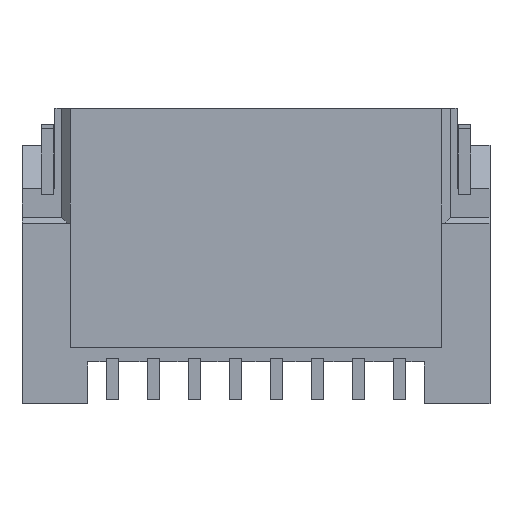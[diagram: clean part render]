
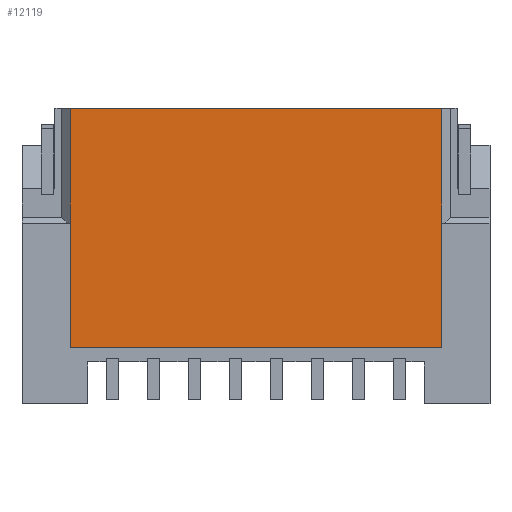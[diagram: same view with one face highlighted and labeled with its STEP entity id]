
A CAD part, front view. The second image highlights one B-rep face of the part: STEP entity #12119.
In plain terms, the highlighted planar face has unit normal (0, -1, 0).
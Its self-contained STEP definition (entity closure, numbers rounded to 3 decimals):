
#4367=DIRECTION('',(0.,0.,1.));
#4368=VECTOR('',#4367,1.52);
#4369=CARTESIAN_POINT('',(2.26,0.,-2.92));
#4370=LINE('',#4369,#4368);
#4371=DIRECTION('',(-1.,0.,0.));
#4372=VECTOR('',#4371,4.52);
#4373=CARTESIAN_POINT('',(2.26,0.,-2.92));
#4374=LINE('',#4373,#4372);
#4375=DIRECTION('',(0.,0.,1.));
#4376=VECTOR('',#4375,1.52);
#4377=CARTESIAN_POINT('',(-2.26,0.,-2.92));
#4378=LINE('',#4377,#4376);
#4379=DIRECTION('',(0.,0.,-1.));
#4380=VECTOR('',#4379,1.4);
#4381=CARTESIAN_POINT('',(-2.26,0.,0.));
#4382=LINE('',#4381,#4380);
#4383=DIRECTION('',(1.,0.,0.));
#4384=VECTOR('',#4383,4.52);
#4385=CARTESIAN_POINT('',(-2.26,0.,0.));
#4386=LINE('',#4385,#4384);
#4387=DIRECTION('',(0.,0.,-1.));
#4388=VECTOR('',#4387,1.4);
#4389=CARTESIAN_POINT('',(2.26,0.,0.));
#4390=LINE('',#4389,#4388);
#4579=CARTESIAN_POINT('',(2.26,0.,0.));
#4580=VERTEX_POINT('',#4579);
#4581=CARTESIAN_POINT('',(-2.26,0.,0.));
#4583=VERTEX_POINT('',#4581);
#4667=CARTESIAN_POINT('',(2.26,0.,-2.92));
#4668=CARTESIAN_POINT('',(2.26,0.,-1.4));
#4669=VERTEX_POINT('',#4667);
#4670=VERTEX_POINT('',#4668);
#4671=CARTESIAN_POINT('',(-2.26,0.,-1.4));
#4672=VERTEX_POINT('',#4671);
#4839=CARTESIAN_POINT('',(-2.26,0.,-2.92));
#4840=VERTEX_POINT('',#4839);
#12102=CARTESIAN_POINT('',(-2.85,0.,0.));
#12103=DIRECTION('',(0.,-1.,0.));
#12104=DIRECTION('',(0.,0.,-1.));
#12105=AXIS2_PLACEMENT_3D('',#12102,#12103,#12104);
#12106=PLANE('',#12105);
#12108=ORIENTED_EDGE('',*,*,#12107,.F.);
#12110=ORIENTED_EDGE('',*,*,#12109,.T.);
#12112=ORIENTED_EDGE('',*,*,#12111,.T.);
#12113=ORIENTED_EDGE('',*,*,#12091,.F.);
#12114=ORIENTED_EDGE('',*,*,#9013,.T.);
#12116=ORIENTED_EDGE('',*,*,#12115,.T.);
#12117=EDGE_LOOP('',(#12108,#12110,#12112,#12113,#12114,#12116));
#12118=FACE_OUTER_BOUND('',#12117,.F.);
#12119=ADVANCED_FACE('',(#12118),#12106,.T.);
#9013=EDGE_CURVE('',#4583,#4580,#4386,.T.);
#12091=EDGE_CURVE('',#4583,#4672,#4382,.T.);
#12107=EDGE_CURVE('',#4669,#4670,#4370,.T.);
#12109=EDGE_CURVE('',#4669,#4840,#4374,.T.);
#12111=EDGE_CURVE('',#4840,#4672,#4378,.T.);
#12115=EDGE_CURVE('',#4580,#4670,#4390,.T.);
